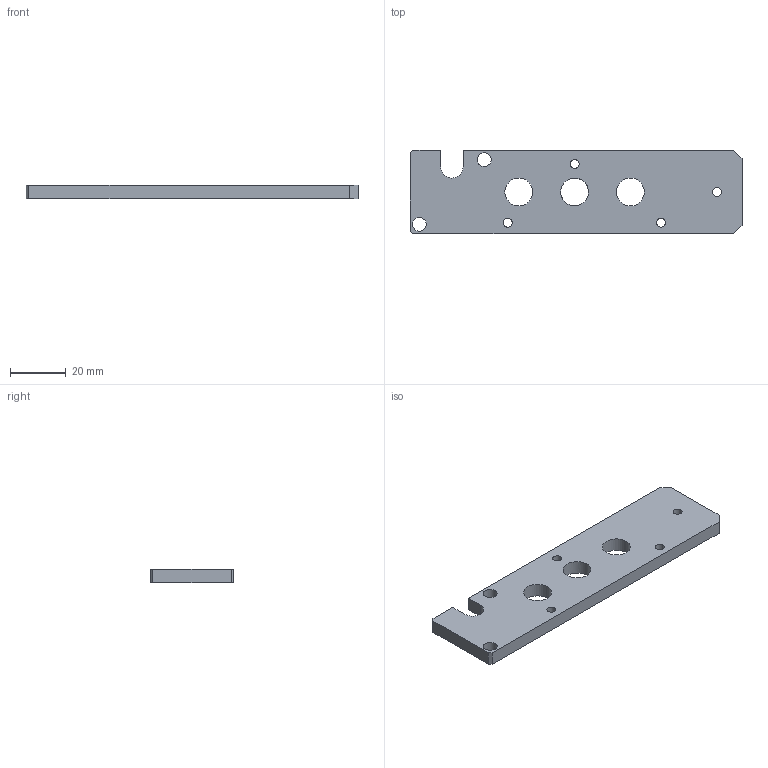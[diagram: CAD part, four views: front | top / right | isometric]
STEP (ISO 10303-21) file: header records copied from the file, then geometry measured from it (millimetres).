
FILE_DESCRIPTION(/* description */ (''),/* implementation_level */ '2;1');
FILE_NAME(/* name */ 'MINI-z-plate-bottom.stp',/* time_stamp */ '2019',/* author */ ('Robert Turinsky'),/* organization */ (''),/* preprocessor_version */ 'ST-DEVELOPER v17.2',/* originating_system */ 'Autodesk Inventor 2019',/* authorisation */ '');
FILE_SCHEMA (('AUTOMOTIVE_DESIGN { 1 0 10303 214 3 1 1 }'));
Length unit declared in the file: millimetre
Products named in the file (1): z-plate-bottom
Bounding box: 119 x 30 x 5 mm (x, y, z)
Volume: 15899 mm3; surface area: 8738.4 mm2
Topology: 1 solids, 1 shells, 23 faces, 65 edges, 44 vertices
Faces by surface type: plane 13, cylinder 10
Full cylindrical faces by diameter (mm): 3.2 x4, 5 x2, 10 x3
Entity records: 834 total; most frequent: DIRECTION 135, CARTESIAN_POINT 133, ORIENTED_EDGE 130, EDGE_CURVE 65, AXIS2_PLACEMENT_3D 46, VERTEX_POINT 44, LINE 43, VECTOR 43
